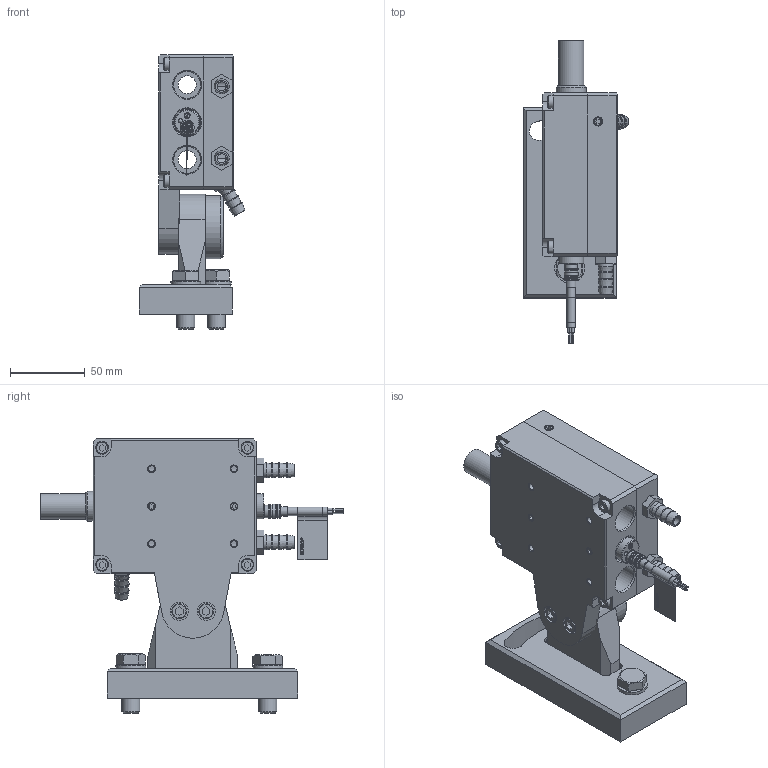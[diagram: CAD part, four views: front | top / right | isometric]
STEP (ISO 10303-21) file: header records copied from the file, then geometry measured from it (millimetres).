
FILE_DESCRIPTION(/* description */ ('Unknown'),/* implementation_level */ '2;1');
FILE_NAME(/* name */ 'Кожух с ДОГ',/* time_stamp */ '2021-10-20T13:47:08+05:00',/* author */ ('Unknown'),/* organization */ ('Unknown'),/* preprocessor_version */ 'ST-DEVELOPER v16.7',/* originating_system */ 'Solid Edge',/* authorisation */ 'Unknown');
FILE_SCHEMA (('AUTOMOTIVE_DESIGN {1 0 10303 214 3 1 1}'));
Length unit declared in the file: millimetre
Products named in the file (42): Ñáîðêà îáùàÿ ñ ÄÎÃ; Ñáîðêà êîðïóñà; Êîðïóñ äëÿ ÄÎÃ-Ì18 (3 øò); 妈眚 󊙅2 篑蜞眍忸黜 DIN 914; Ñáîðêà îáùàÿ (G12183-003K); 妈眚 󊙇5 DIN 6912; 栖闉罻 膰羰矐; Îñíîâàíèå êîæóõà; 妈眚 󊙊 篑蜞眍忸黜 DIN 914; Êðûøêà; 妈眚 󊬱2 篑蜞眍忸黜 DIN 914; Øòóöåð íàðóæíàÿ ðåçüáà 1-4- ¸ëî÷êà 10 ìì; Äèàôðàãìà (ô15); 12.084.000 ãîðÿ÷ îáúåê; 12.380.000 ﾄﾎﾃ-ﾌ18-76ﾂ-1113; 12.598.000; Â0.039 Âòóëêà; BPW24R ñâåòîäèîä; Ïðîâîä çàçåìëåíèÿ ÌÃÒÔ 0,12; Washer_DIN_6797_J_19_v16.00; Ýòèêåòêà 70õ20 äëÿ ÂÁÈ-Ì12 íà êàáåëü; Êîëüöî 13,0õ1,0 (013-015-10); òðóáêà òåðìîóñàäî÷íàÿ Ì12; Ý6.007   (Þ01Ý611Õ)  Êàáåëü ; ﾑ粢蒻鮏 L-934; Êîëüöî 1,50õ1,0 (001,5-003,5-1,0); Ê1.004 Ãàéêà Ì18õ1; À4.012 Îïðàâà; Î3.005 Ñòåêëî çàùèòíîå; Ê0.009 Óäëèíèòåëü ðåãóëèðîâî÷íîãî ðåçèñòîðà; 项漶蝠铄黜 疱玷耱铕 3266W; À0.194 Êîðïóñ; Á0.102 Êðûøêà; 妈眚 󊬳0 DIN 912; 栖闉罻 膴鍙欙樥縺3; Îñíîâàíèå ðîíøòåéíà; Óõî; 妈眚 󊬲5 DIN 912; Bolt_GOST_7796_70_4_M12x32_v16.00; Washer_GOST_10450_78_C_12_v16.00 ...
Assembly tree (53 placements, depth 4):
  Ñáîðêà îáùàÿ ñ ÄÎÃ
    Ñáîðêà êîðïóñà
      Êîðïóñ äëÿ ÄÎÃ-Ì18 (3 øò)
      妈眚 󊙅2 篑蜞眍忸黜 DIN 914  x2
      Ñáîðêà îáùàÿ (G12183-003K)
    妈眚 󊙇5 DIN 6912  x4
    栖闉罻 膰羰矐
      Îñíîâàíèå êîæóõà
      妈眚 󊙊 篑蜞眍忸黜 DIN 914  x2
      Êðûøêà
      妈眚 󊬱2 篑蜞眍忸黜 DIN 914
      Øòóöåð íàðóæíàÿ ðåçüáà 1-4- ¸ëî÷êà 10 ìì  x3
    Äèàôðàãìà (ô15)
    12.084.000 ãîðÿ÷ îáúåê
      12.380.000 ﾄﾎﾃ-ﾌ18-76ﾂ-1113
        12.598.000
        Â0.039 Âòóëêà
        BPW24R ñâåòîäèîä
        Ïðîâîä çàçåìëåíèÿ ÌÃÒÔ 0,12
      Washer_DIN_6797_J_19_v16.00  x2
      Ýòèêåòêà 70õ20 äëÿ ÂÁÈ-Ì12 íà êàáåëü
      Êîëüöî 13,0õ1,0 (013-015-10)
      òðóáêà òåðìîóñàäî÷íàÿ Ì12
      Ý6.007   (Þ01Ý611Õ)  Êàáåëü 
      ﾑ粢蒻鮏 L-934
      Êîëüöî 1,50õ1,0 (001,5-003,5-1,0)
      Ê1.004 Ãàéêà Ì18õ1  x2
      À4.012 Îïðàâà
      Î3.005 Ñòåêëî çàùèòíîå
      Ê0.009 Óäëèíèòåëü ðåãóëèðîâî÷íîãî ðåçèñòîðà
      项漶蝠铄黜 疱玷耱铕 3266W
      À0.194 Êîðïóñ
      Á0.102 Êðûøêà
    妈眚 󊬳0 DIN 912  x2
    栖闉罻 膴鍙欙樥縺3
      Îñíîâàíèå ðîíøòåéíà
      Óõî
      妈眚 󊬲5 DIN 912  x2
      Bolt_GOST_7796_70_4_M12x32_v16.00
      Washer_GOST_10450_78_C_12_v16.00  x2
      Bolt_GOST_7796_70_1_M12x32_v16.00
    ﾇ琥韲
Bounding box: 70.47 x 201.99 x 183 mm (x, y, z)
Volume: 634783.8 mm3; surface area: 199346.3 mm2
Topology: 47 solids, 47 shells, 1276 faces, 3085 edges, 2028 vertices
Faces by surface type: plane 657, cylinder 435, cone 123, torus 37, bspline 23, sphere 1
Full cylindrical faces by diameter (mm): 0.45 x4, 0.46 x3, 0.5 x3, 0.8 x4, 1 x4, 1.5 x2, 1.78 x1, 1.8 x8, 2.15 x1, 2.4 x1, 3 x2, 3.2 x1, 3.5 x2, 3.55 x1, 4.134 x9, 4.2 x7, 4.69 x1, 4.8 x1, 4.917 x10, 5 x85, 5.3 x4, 5.441 x1, 5.6 x1, 5.7 x1, 6 x46, 6.2 x4, 6.441 x1, 7.781 x1, 7.787 x1, 7.8 x2
Entity records: 41652 total; most frequent: CARTESIAN_POINT 17564, DIRECTION 4141, ORIENTED_EDGE 3490, EDGE_CURVE 1745, AXIS2_PLACEMENT_3D 1553, FACE_BOUND 1388, EDGE_LOOP 1381, VERTEX_POINT 1293
